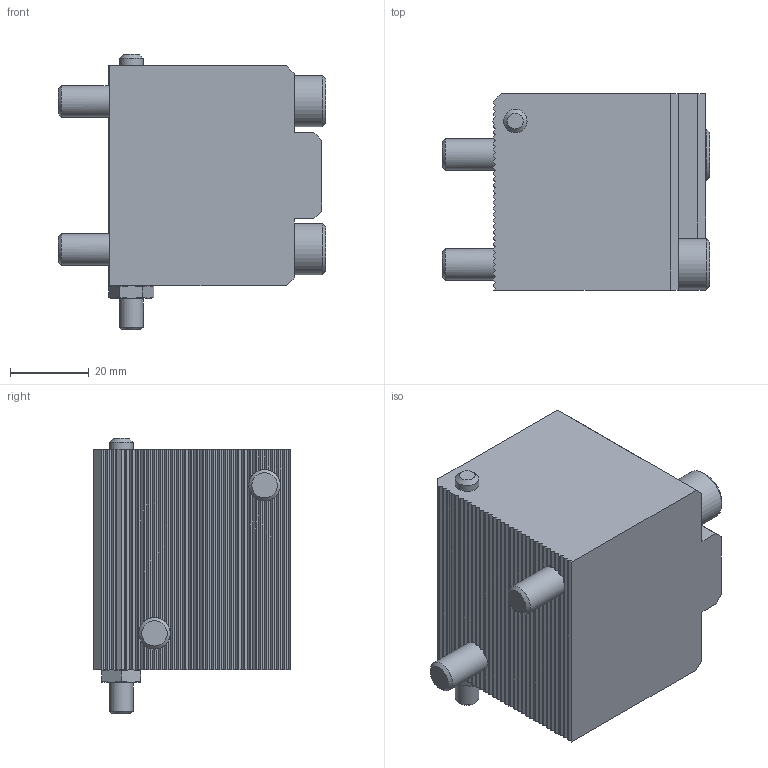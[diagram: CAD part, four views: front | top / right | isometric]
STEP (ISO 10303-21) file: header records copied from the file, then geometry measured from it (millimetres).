
FILE_DESCRIPTION(/* description */ (''),/* implementation_level */ '2;1');
FILE_NAME(/* name */ 'W9990243_stp.stp',/* time_stamp */ '2016-03-17T11:11:19+01:00',/* author */ (''),/* organization */ (''),/* preprocessor_version */ 'ST-DEVELOPER v15',/* originating_system */ 'SIEMENS PLM Software NX 9.0',/* authorisation */ '');
FILE_SCHEMA (('AUTOMOTIVE_DESIGN { 1 0 10303 214 3 1 1 1 }'));
Length unit declared in the file: millimetre
Products named in the file (1): krei25B8F2EB665i
Bounding box: 68 x 50 x 70 mm (x, y, z)
Volume: 118675.1 mm3; surface area: 22336.8 mm2
Topology: 1 solids, 2 shells, 182 faces, 504 edges, 331 vertices
Faces by surface type: plane 154, cone 20, cylinder 8
Full cylindrical faces by diameter (mm): 6 x3, 8 x2, 13 x2, 25.006 x1
Entity records: 5681 total; most frequent: CARTESIAN_POINT 1060, ORIENTED_EDGE 962, DIRECTION 921, EDGE_CURVE 481, LINE 359, VECTOR 359, VERTEX_POINT 324, AXIS2_PLACEMENT_3D 281
